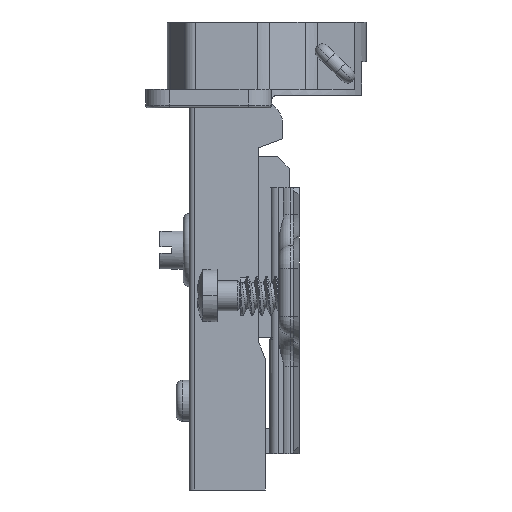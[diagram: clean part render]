
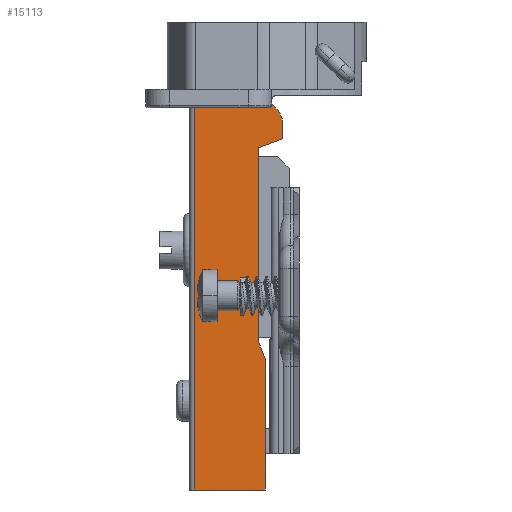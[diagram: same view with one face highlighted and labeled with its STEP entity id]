
A CAD part, left-side view. The second image highlights one B-rep face of the part: STEP entity #15113.
In plain terms, the highlighted planar face has unit normal (-1, 0, 0).
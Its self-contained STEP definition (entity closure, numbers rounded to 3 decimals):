
#67 = CARTESIAN_POINT ( 'NONE',  ( -8.5, -9.5, 66.5 ) ) ;
#85 = CARTESIAN_POINT ( 'NONE',  ( -8.5, -9.5, 66.5 ) ) ;
#255 = DIRECTION ( 'NONE',  ( 1., 0., 0. ) ) ;
#472 = CARTESIAN_POINT ( 'NONE',  ( -8.5, -1.5, 73. ) ) ;
#706 = CARTESIAN_POINT ( 'NONE',  ( -8.5, -7.5, 75. ) ) ;
#779 = CARTESIAN_POINT ( 'NONE',  ( -8.5, -11.8, 25.5 ) ) ;
#823 = CIRCLE ( 'NONE', #4862, 1.25 ) ;
#958 = CARTESIAN_POINT ( 'NONE',  ( -8.5, -1., 0. ) ) ;
#1045 = LINE ( 'NONE', #6012, #9682 ) ;
#1113 = LINE ( 'NONE', #15985, #19826 ) ;
#1223 = DIRECTION ( 'NONE',  ( 0., 0., -1. ) ) ;
#1539 = DIRECTION ( 'NONE',  ( 0., 0., -1. ) ) ;
#1569 = VERTEX_POINT ( 'NONE', #1617 ) ;
#1617 = CARTESIAN_POINT ( 'NONE',  ( -8.5, -13., 0. ) ) ;
#1703 = EDGE_CURVE ( 'NONE', #19842, #19455, #823, .T. ) ;
#1753 = DIRECTION ( 'NONE',  ( 0., -1., 0. ) ) ;
#1982 = ORIENTED_EDGE ( 'NONE', *, *, #17938, .F. ) ;
#2055 = EDGE_CURVE ( 'NONE', #1569, #15533, #4290, .T. ) ;
#2141 = LINE ( 'NONE', #7022, #6406 ) ;
#2166 = ORIENTED_EDGE ( 'NONE', *, *, #2055, .F. ) ;
#2372 = LINE ( 'NONE', #16502, #12492 ) ;
#2400 = CARTESIAN_POINT ( 'NONE',  ( -8.5, -3.9, 70.65 ) ) ;
#2442 = EDGE_CURVE ( 'NONE', #7835, #9003, #2141, .T. ) ;
#2495 = ORIENTED_EDGE ( 'NONE', *, *, #8266, .F. ) ;
#2548 = CARTESIAN_POINT ( 'NONE',  ( -8.5, -3.5, 75. ) ) ;
#2643 = AXIS2_PLACEMENT_3D ( 'NONE', #14734, #255, #8405 ) ;
#3110 = EDGE_CURVE ( 'NONE', #11318, #11616, #3360, .T. ) ;
#3360 = LINE ( 'NONE', #19521, #18270 ) ;
#3445 = DIRECTION ( 'NONE',  ( 1., 0., 0. ) ) ;
#3849 = DIRECTION ( 'NONE',  ( 0., 0., -1. ) ) ;
#4088 = DIRECTION ( 'NONE',  ( 0., 1., 0. ) ) ;
#4114 = LINE ( 'NONE', #19950, #19777 ) ;
#4203 = LINE ( 'NONE', #5789, #17446 ) ;
#4290 = LINE ( 'NONE', #15266, #14646 ) ;
#4307 = CARTESIAN_POINT ( 'NONE',  ( -8.5, -13., 22.5 ) ) ;
#4316 = ORIENTED_EDGE ( 'NONE', *, *, #4529, .F. ) ;
#4529 = EDGE_CURVE ( 'NONE', #20275, #8342, #4114, .T. ) ;
#4564 = ORIENTED_EDGE ( 'NONE', *, *, #11111, .F. ) ;
#4732 = EDGE_CURVE ( 'NONE', #12546, #20275, #17596, .T. ) ;
#4862 = AXIS2_PLACEMENT_3D ( 'NONE', #20754, #8978, #1539 ) ;
#4952 = ORIENTED_EDGE ( 'NONE', *, *, #6706, .T. ) ;
#5422 = ORIENTED_EDGE ( 'NONE', *, *, #20384, .F. ) ;
#5527 = CARTESIAN_POINT ( 'NONE',  ( -8.5, -3.5, 73. ) ) ;
#5633 = FACE_BOUND ( 'NONE', #18585, .T. ) ;
#5789 = CARTESIAN_POINT ( 'NONE',  ( -8.5, -16., 62.5 ) ) ;
#5856 = VECTOR ( 'NONE', #6442, 1000. ) ;
#6012 = CARTESIAN_POINT ( 'NONE',  ( -8.5, -3.5, 75. ) ) ;
#6031 = EDGE_CURVE ( 'NONE', #16131, #1569, #18747, .T. ) ;
#6094 = CARTESIAN_POINT ( 'NONE',  ( -8.5, -16., 60.029 ) ) ;
#6115 = DIRECTION ( 'NONE',  ( 0., -1., 0. ) ) ;
#6194 = ORIENTED_EDGE ( 'NONE', *, *, #3110, .F. ) ;
#6223 = ORIENTED_EDGE ( 'NONE', *, *, #6031, .F. ) ;
#6406 = VECTOR ( 'NONE', #8707, 1000. ) ;
#6442 = DIRECTION ( 'NONE',  ( 0., -1., 0. ) ) ;
#6471 = EDGE_CURVE ( 'NONE', #8342, #18342, #11719, .T. ) ;
#6706 = EDGE_CURVE ( 'NONE', #12546, #15533, #1113, .T. ) ;
#6822 = CIRCLE ( 'NONE', #11867, 2. ) ;
#7022 = CARTESIAN_POINT ( 'NONE',  ( -8.5, -16., 60.029 ) ) ;
#7081 = CARTESIAN_POINT ( 'NONE',  ( -8.5, -1.5, 69.5 ) ) ;
#7566 = CARTESIAN_POINT ( 'NONE',  ( -8.5, -12., 62.5 ) ) ;
#7741 = ORIENTED_EDGE ( 'NONE', *, *, #1703, .T. ) ;
#7835 = VERTEX_POINT ( 'NONE', #6094 ) ;
#7979 = CARTESIAN_POINT ( 'NONE',  ( -8.5, -11.8, 25.5 ) ) ;
#8266 = EDGE_CURVE ( 'NONE', #17514, #11318, #6822, .T. ) ;
#8342 = VERTEX_POINT ( 'NONE', #472 ) ;
#8405 = DIRECTION ( 'NONE',  ( 0., 0., -1. ) ) ;
#8589 = AXIS2_PLACEMENT_3D ( 'NONE', #7566, #18742, #20640 ) ;
#8707 = DIRECTION ( 'NONE',  ( 0., 0.94, -0.342 ) ) ;
#8978 = DIRECTION ( 'NONE',  ( 1., 0., 0. ) ) ;
#8991 = VECTOR ( 'NONE', #1753, 1000. ) ;
#9003 = VERTEX_POINT ( 'NONE', #14776 ) ;
#9179 = CARTESIAN_POINT ( 'NONE',  ( -8.5, -1., 69.5 ) ) ;
#9224 = ORIENTED_EDGE ( 'NONE', *, *, #10254, .F. ) ;
#9252 = DIRECTION ( 'NONE',  ( 0., 0., -1. ) ) ;
#9682 = VECTOR ( 'NONE', #6115, 1000. ) ;
#10254 = EDGE_CURVE ( 'NONE', #14300, #18503, #19019, .T. ) ;
#11111 = EDGE_CURVE ( 'NONE', #11616, #14300, #15940, .T. ) ;
#11310 = CARTESIAN_POINT ( 'NONE',  ( -8.5, -7.5, 73. ) ) ;
#11318 = VERTEX_POINT ( 'NONE', #11820 ) ;
#11383 = AXIS2_PLACEMENT_3D ( 'NONE', #11464, #3445, #15486 ) ;
#11464 = CARTESIAN_POINT ( 'NONE',  ( -8.5, -3.5, 73. ) ) ;
#11616 = VERTEX_POINT ( 'NONE', #67 ) ;
#11719 = CIRCLE ( 'NONE', #11383, 2. ) ;
#11820 = CARTESIAN_POINT ( 'NONE',  ( -8.5, -9.5, 73. ) ) ;
#11867 = AXIS2_PLACEMENT_3D ( 'NONE', #11310, #17651, #19662 ) ;
#12070 = CIRCLE ( 'NONE', #2643, 1.25 ) ;
#12276 = DIRECTION ( 'NONE',  ( 0., 0., -1. ) ) ;
#12492 = VECTOR ( 'NONE', #3849, 1000. ) ;
#12546 = VERTEX_POINT ( 'NONE', #9179 ) ;
#12958 = EDGE_CURVE ( 'NONE', #18503, #7835, #4203, .T. ) ;
#13078 = VECTOR ( 'NONE', #9252, 1000. ) ;
#13293 = EDGE_CURVE ( 'NONE', #19455, #19842, #12070, .T. ) ;
#13445 = CARTESIAN_POINT ( 'NONE',  ( -8.5, -3.9, 73.15 ) ) ;
#13558 = FACE_OUTER_BOUND ( 'NONE', #18311, .T. ) ;
#13760 = ORIENTED_EDGE ( 'NONE', *, *, #17919, .F. ) ;
#13878 = PLANE ( 'NONE',  #18665 ) ;
#13965 = ORIENTED_EDGE ( 'NONE', *, *, #13293, .T. ) ;
#14187 = VECTOR ( 'NONE', #15044, 1000. ) ;
#14300 = VERTEX_POINT ( 'NONE', #14326 ) ;
#14326 = CARTESIAN_POINT ( 'NONE',  ( -8.5, -12., 66.5 ) ) ;
#14436 = ORIENTED_EDGE ( 'NONE', *, *, #4732, .F. ) ;
#14646 = VECTOR ( 'NONE', #4088, 1000. ) ;
#14734 = CARTESIAN_POINT ( 'NONE',  ( -8.5, -3.9, 71.9 ) ) ;
#14776 = CARTESIAN_POINT ( 'NONE',  ( -8.5, -11.8, 58.5 ) ) ;
#15044 = DIRECTION ( 'NONE',  ( 0., -0.371, -0.928 ) ) ;
#15113 = ADVANCED_FACE ( 'NONE', ( #5633, #13558 ), #13878, .F. ) ;
#15250 = LINE ( 'NONE', #779, #14187 ) ;
#15266 = CARTESIAN_POINT ( 'NONE',  ( -8.5, -13., 0. ) ) ;
#15287 = DIRECTION ( 'NONE',  ( 0., 0., -1. ) ) ;
#15486 = DIRECTION ( 'NONE',  ( 0., 0., -1. ) ) ;
#15533 = VERTEX_POINT ( 'NONE', #958 ) ;
#15738 = CARTESIAN_POINT ( 'NONE',  ( -8.5, -16., 62.5 ) ) ;
#15815 = CARTESIAN_POINT ( 'NONE',  ( -8.5, -13., 22.5 ) ) ;
#15940 = LINE ( 'NONE', #85, #5856 ) ;
#15985 = CARTESIAN_POINT ( 'NONE',  ( -8.5, -1., 73. ) ) ;
#16131 = VERTEX_POINT ( 'NONE', #15815 ) ;
#16214 = CARTESIAN_POINT ( 'NONE',  ( -8.5, 0., 69.5 ) ) ;
#16231 = DIRECTION ( 'NONE',  ( 0., 0., -1. ) ) ;
#16502 = CARTESIAN_POINT ( 'NONE',  ( -8.5, -11.8, 58.5 ) ) ;
#16878 = DIRECTION ( 'NONE',  ( 0., 0., 1. ) ) ;
#17446 = VECTOR ( 'NONE', #15287, 1000. ) ;
#17514 = VERTEX_POINT ( 'NONE', #706 ) ;
#17596 = LINE ( 'NONE', #16214, #8991 ) ;
#17651 = DIRECTION ( 'NONE',  ( 1., 0., 0. ) ) ;
#17774 = ORIENTED_EDGE ( 'NONE', *, *, #2442, .F. ) ;
#17919 = EDGE_CURVE ( 'NONE', #9003, #19863, #2372, .T. ) ;
#17938 = EDGE_CURVE ( 'NONE', #19863, #16131, #15250, .T. ) ;
#18270 = VECTOR ( 'NONE', #16231, 1000. ) ;
#18311 = EDGE_LOOP ( 'NONE', ( #14436, #4952, #2166, #6223, #1982, #13760, #17774, #20750, #9224, #4564, #6194, #2495, #5422, #19393, #4316 ) ) ;
#18342 = VERTEX_POINT ( 'NONE', #2548 ) ;
#18503 = VERTEX_POINT ( 'NONE', #15738 ) ;
#18585 = EDGE_LOOP ( 'NONE', ( #13965, #7741 ) ) ;
#18665 = AXIS2_PLACEMENT_3D ( 'NONE', #5527, #19992, #12276 ) ;
#18742 = DIRECTION ( 'NONE',  ( 1., 0., 0. ) ) ;
#18747 = LINE ( 'NONE', #4307, #13078 ) ;
#19019 = CIRCLE ( 'NONE', #8589, 4. ) ;
#19393 = ORIENTED_EDGE ( 'NONE', *, *, #6471, .F. ) ;
#19455 = VERTEX_POINT ( 'NONE', #2400 ) ;
#19521 = CARTESIAN_POINT ( 'NONE',  ( -8.5, -9.5, 73. ) ) ;
#19662 = DIRECTION ( 'NONE',  ( 0., 0., -1. ) ) ;
#19777 = VECTOR ( 'NONE', #16878, 1000. ) ;
#19826 = VECTOR ( 'NONE', #1223, 1000. ) ;
#19842 = VERTEX_POINT ( 'NONE', #13445 ) ;
#19863 = VERTEX_POINT ( 'NONE', #7979 ) ;
#19950 = CARTESIAN_POINT ( 'NONE',  ( -8.5, -1.5, 69.5 ) ) ;
#19992 = DIRECTION ( 'NONE',  ( 1., 0., 0. ) ) ;
#20275 = VERTEX_POINT ( 'NONE', #7081 ) ;
#20384 = EDGE_CURVE ( 'NONE', #18342, #17514, #1045, .T. ) ;
#20640 = DIRECTION ( 'NONE',  ( 0., 0., -1. ) ) ;
#20750 = ORIENTED_EDGE ( 'NONE', *, *, #12958, .F. ) ;
#20754 = CARTESIAN_POINT ( 'NONE',  ( -8.5, -3.9, 71.9 ) ) ;
